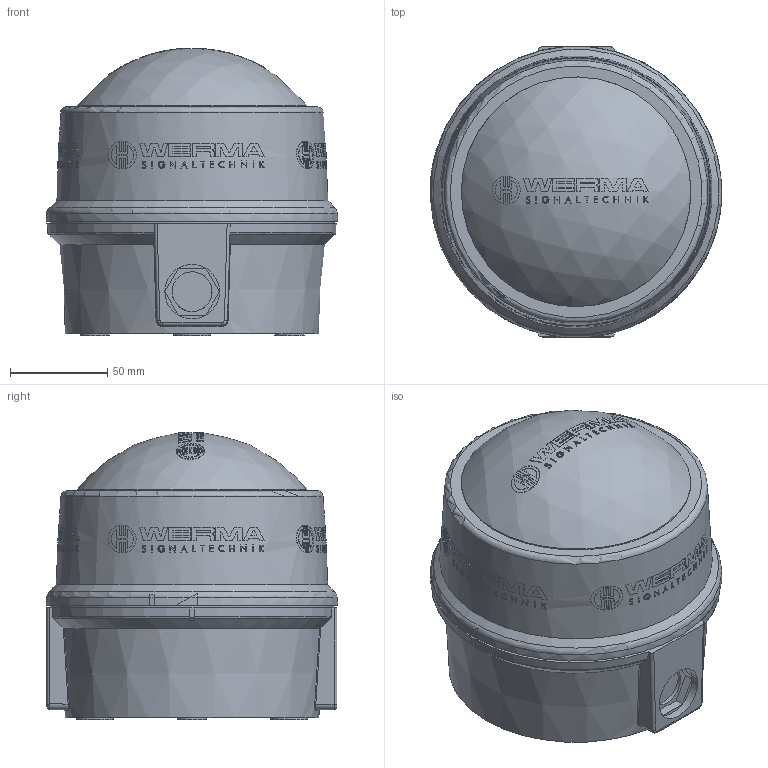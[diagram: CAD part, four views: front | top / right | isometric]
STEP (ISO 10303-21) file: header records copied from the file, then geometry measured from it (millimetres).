
FILE_DESCRIPTION(/* description */ ('Customer part'),/* implementation_level */ '2;1');
FILE_NAME(/* name */ '800000009826_PRT_000.step',/* time_stamp */ '2018-07-16T18:12:39+02:00',/* author */ ('IMPORT'),/* organization */ ('WERMA Signaltechnik GmbH+Co.KG'),/* preprocessor_version */ 'ST-DEVELOPER v17',/* originating_system */ 'Autodesk Inventor 2018',/* authorisation */ 'public');
FILE_SCHEMA (('AUTOMOTIVE_DESIGN { 1 0 10303 214 3 1 1 }'));
Length unit declared in the file: millimetre
Products named in the file (1): 800000009826
Bounding box: 149.97 x 149.85 x 147.85 mm (x, y, z)
Volume: 1893073.4 mm3; surface area: 94927.8 mm2
Topology: 1 solids, 125 shells, 1811 faces, 4260 edges, 2830 vertices
Faces by surface type: plane 1184, cone 232, cylinder 229, torus 129, sphere 25, bspline 12
Full cylindrical faces by diameter (mm): 6 x1, 15 x2, 16 x1, 19 x2, 20.5 x2, 28.059 x2, 118 x1, 145.9 x1
Entity records: 58279 total; most frequent: CARTESIAN_POINT 17939, ORIENTED_EDGE 8520, DIRECTION 8214, EDGE_CURVE 4260, AXIS2_PLACEMENT_3D 3287, VERTEX_POINT 2830, EDGE_LOOP 1942, FACE_OUTER_BOUND 1811
